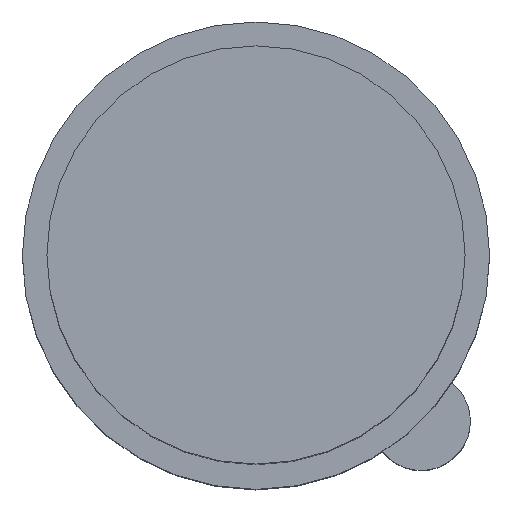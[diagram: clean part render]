
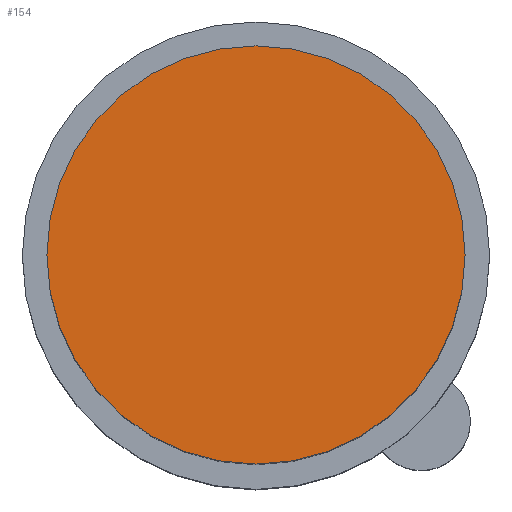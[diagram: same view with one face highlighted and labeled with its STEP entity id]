
A CAD part, top view. The second image highlights one B-rep face of the part: STEP entity #154.
In plain terms, the highlighted planar face has unit normal (0, 0, 1).
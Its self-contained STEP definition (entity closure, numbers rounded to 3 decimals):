
#134 = VERTEX_POINT('',#135);
#135 = CARTESIAN_POINT('',(4.25,0.,12.4));
#141 = EDGE_CURVE('',#134,#134,#142,.T.);
#142 = CIRCLE('',#143,4.25);
#143 = AXIS2_PLACEMENT_3D('',#144,#145,#146);
#144 = CARTESIAN_POINT('',(0.,0.,12.4));
#145 = DIRECTION('',(0.,0.,1.));
#146 = DIRECTION('',(1.,0.,0.));
#154 = ADVANCED_FACE('',(#155),#158,.T.);
#155 = FACE_BOUND('',#156,.T.);
#156 = EDGE_LOOP('',(#157));
#157 = ORIENTED_EDGE('',*,*,#141,.T.);
#158 = PLANE('',#159);
#159 = AXIS2_PLACEMENT_3D('',#160,#161,#162);
#160 = CARTESIAN_POINT('',(0.,0.,12.4));
#161 = DIRECTION('',(0.,0.,1.));
#162 = DIRECTION('',(1.,0.,0.));
